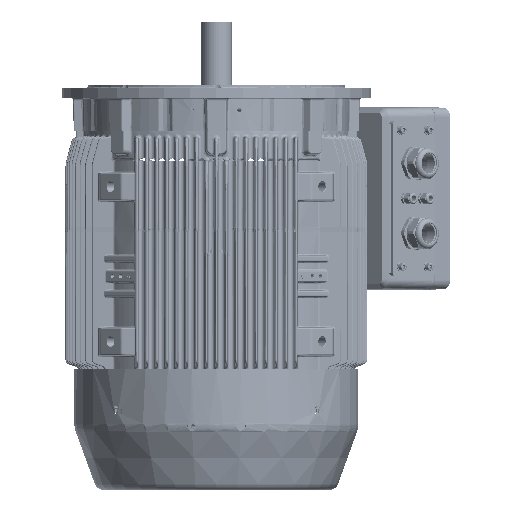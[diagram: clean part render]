
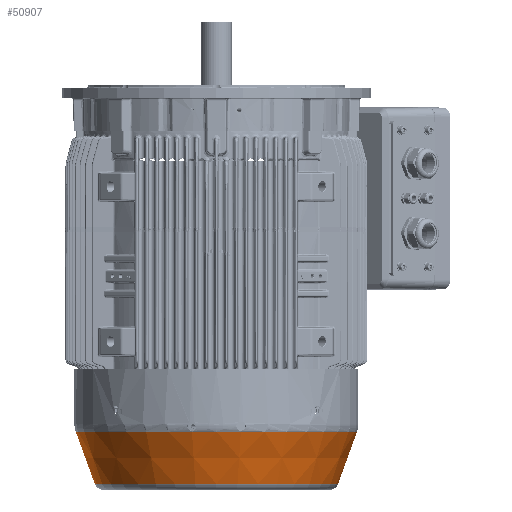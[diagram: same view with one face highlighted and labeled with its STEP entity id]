
A CAD part, front view. The second image highlights one B-rep face of the part: STEP entity #50907.
In plain terms, the highlighted conical face has half-angle 20 degrees and reference radius 259.882 mm.
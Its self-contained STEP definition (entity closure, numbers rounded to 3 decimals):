
#1961=CONICAL_SURFACE('',#153476,259.882,20.);
#50907=ADVANCED_FACE('',(#55912,#55913),#1961,.T.);
#55912=FACE_BOUND('',#61789,.T.);
#55913=FACE_BOUND('',#61790,.T.);
#61789=EDGE_LOOP('',(#84398));
#61790=EDGE_LOOP('',(#84399));
#84398=ORIENTED_EDGE('',*,*,#132261,.T.);
#84399=ORIENTED_EDGE('',*,*,#132259,.F.);
#112736=VERTEX_POINT('',#255241);
#112738=VERTEX_POINT('',#255246);
#132259=EDGE_CURVE('',#112736,#112736,#147481,.T.);
#132261=EDGE_CURVE('',#112738,#112738,#147483,.T.);
#147481=CIRCLE('',#153472,259.882);
#147483=CIRCLE('',#153475,300.485);
#153472=AXIS2_PLACEMENT_3D('',#255240,#171131,#171132);
#153475=AXIS2_PLACEMENT_3D('',#255245,#171137,#171138);
#153476=AXIS2_PLACEMENT_3D('',#255247,#171139,#171140);
#171131=DIRECTION('',(0.,0.,-1.));
#171132=DIRECTION('',(-1.,0.,0.));
#171137=DIRECTION('',(0.,0.,-1.));
#171138=DIRECTION('',(-1.,0.,0.));
#171139=DIRECTION('',(0.,0.,1.));
#171140=DIRECTION('',(1.,0.,0.));
#255240=CARTESIAN_POINT('',(0.,0.,-846.84));
#255241=CARTESIAN_POINT('',(-259.882,0.,-846.84));
#255245=CARTESIAN_POINT('',(0.,0.,-735.285));
#255246=CARTESIAN_POINT('',(-300.485,0.,-735.285));
#255247=CARTESIAN_POINT('',(0.,0.,-846.84));
